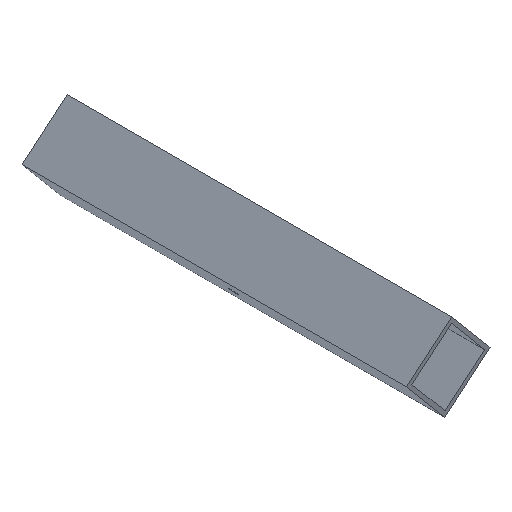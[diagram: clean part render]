
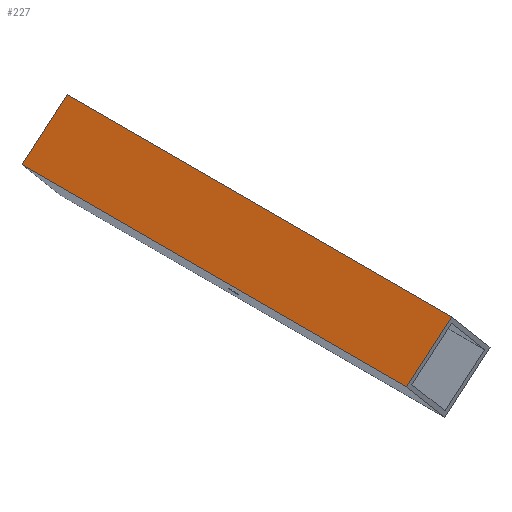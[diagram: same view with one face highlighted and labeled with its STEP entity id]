
A CAD part, isometric view. The second image highlights one B-rep face of the part: STEP entity #227.
In plain terms, the highlighted planar face has unit normal (-0.643, 0, 0.766).
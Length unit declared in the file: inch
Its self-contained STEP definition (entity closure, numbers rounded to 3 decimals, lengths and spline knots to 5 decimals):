
#20=LINE('',#353,#44);
#22=LINE('',#357,#46);
#23=LINE('',#359,#47);
#24=LINE('',#360,#48);
#44=VECTOR('',#294,39.37008);
#46=VECTOR('',#298,39.37008);
#47=VECTOR('',#299,39.37008);
#48=VECTOR('',#300,39.37008);
#65=PLANE('',#263);
#85=FACE_OUTER_BOUND('',#100,.T.);
#100=EDGE_LOOP('',(#178,#179,#180,#181));
#125=VERTEX_POINT('',#350);
#126=VERTEX_POINT('',#352);
#127=VERTEX_POINT('',#356);
#128=VERTEX_POINT('',#358);
#146=EDGE_CURVE('',#126,#125,#20,.T.);
#148=EDGE_CURVE('',#127,#125,#22,.T.);
#149=EDGE_CURVE('',#128,#127,#23,.T.);
#150=EDGE_CURVE('',#128,#126,#24,.T.);
#178=ORIENTED_EDGE('',*,*,#148,.F.);
#179=ORIENTED_EDGE('',*,*,#149,.F.);
#180=ORIENTED_EDGE('',*,*,#150,.T.);
#181=ORIENTED_EDGE('',*,*,#146,.T.);
#227=ADVANCED_FACE('',(#85),#65,.T.);
#263=AXIS2_PLACEMENT_3D('',#355,#296,#297);
#294=DIRECTION('',(0.,-1.,0.));
#296=DIRECTION('center_axis',(-0.643,0.,0.766));
#297=DIRECTION('ref_axis',(0.766,0.,0.643));
#298=DIRECTION('',(-0.766,0.,-0.643));
#299=DIRECTION('',(0.,-1.,0.));
#300=DIRECTION('',(-0.766,0.,-0.643));
#350=CARTESIAN_POINT('',(37.60371,-6.5,33.90542));
#352=CARTESIAN_POINT('',(37.60371,6.5,33.90542));
#353=CARTESIAN_POINT('',(37.60371,6.5,33.90542));
#355=CARTESIAN_POINT('Origin',(10.94933,6.5,11.53974));
#356=CARTESIAN_POINT('',(39.1358,-6.5,35.191));
#357=CARTESIAN_POINT('',(10.94933,-6.5,11.53974));
#358=CARTESIAN_POINT('',(39.1358,6.5,35.191));
#359=CARTESIAN_POINT('',(39.1358,6.5,35.191));
#360=CARTESIAN_POINT('',(10.94933,6.5,11.53974));
